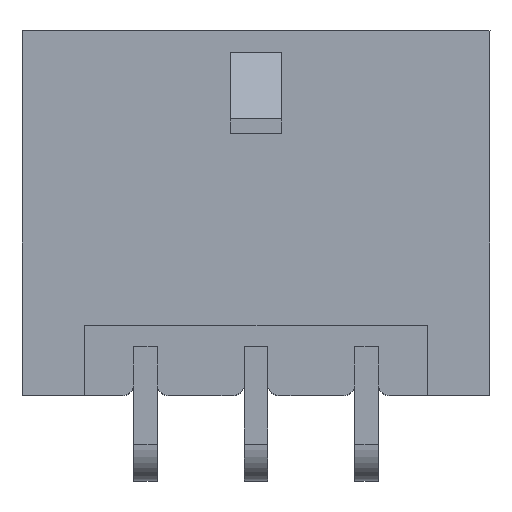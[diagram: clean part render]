
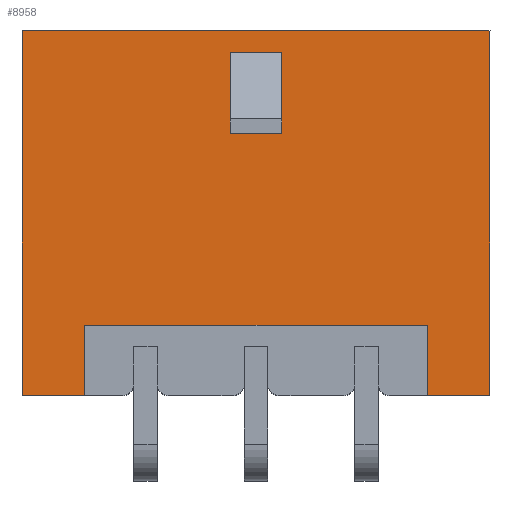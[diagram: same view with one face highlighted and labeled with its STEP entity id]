
A CAD part, top view. The second image highlights one B-rep face of the part: STEP entity #8958.
In plain terms, the highlighted face is planar.
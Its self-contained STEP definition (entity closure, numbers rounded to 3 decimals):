
#1260=ORIENTED_EDGE('',*,*,#2277,.T.);
#1261=ORIENTED_EDGE('',*,*,#2282,.T.);
#1262=ORIENTED_EDGE('',*,*,#2659,.F.);
#1263=ORIENTED_EDGE('',*,*,#2605,.T.);
#1264=ORIENTED_EDGE('',*,*,#2615,.T.);
#1265=ORIENTED_EDGE('',*,*,#2597,.F.);
#1266=ORIENTED_EDGE('',*,*,#2658,.F.);
#1267=ORIENTED_EDGE('',*,*,#2280,.T.);
#1268=ORIENTED_EDGE('',*,*,#2295,.F.);
#1269=ORIENTED_EDGE('',*,*,#2288,.F.);
#1270=ORIENTED_EDGE('',*,*,#2292,.T.);
#1271=ORIENTED_EDGE('',*,*,#2284,.T.);
#2277=EDGE_CURVE('',#3158,#3159,#3784,.T.);
#2280=EDGE_CURVE('',#3160,#3158,#3787,.T.);
#2282=EDGE_CURVE('',#3159,#3161,#3789,.T.);
#2284=EDGE_CURVE('',#3162,#3163,#3791,.T.);
#2288=EDGE_CURVE('',#3166,#3167,#3795,.T.);
#2292=EDGE_CURVE('',#3166,#3162,#3799,.T.);
#2295=EDGE_CURVE('',#3167,#3163,#3802,.T.);
#2597=EDGE_CURVE('',#3392,#3393,#4086,.T.);
#2605=EDGE_CURVE('',#3398,#3397,#4094,.T.);
#2615=EDGE_CURVE('',#3397,#3393,#4104,.T.);
#2658=EDGE_CURVE('',#3160,#3392,#4143,.T.);
#2659=EDGE_CURVE('',#3398,#3161,#4144,.T.);
#3158=VERTEX_POINT('',#11807);
#3159=VERTEX_POINT('',#11808);
#3160=VERTEX_POINT('',#11813);
#3161=VERTEX_POINT('',#11817);
#3162=VERTEX_POINT('',#11821);
#3163=VERTEX_POINT('',#11822);
#3166=VERTEX_POINT('',#11830);
#3167=VERTEX_POINT('',#11831);
#3392=VERTEX_POINT('',#12466);
#3393=VERTEX_POINT('',#12468);
#3397=VERTEX_POINT('',#12480);
#3398=VERTEX_POINT('',#12482);
#3784=LINE('',#11806,#4653);
#3787=LINE('',#11812,#4656);
#3789=LINE('',#11816,#4658);
#3791=LINE('',#11820,#4660);
#3795=LINE('',#11829,#4664);
#3799=LINE('',#11838,#4668);
#3802=LINE('',#11843,#4671);
#4086=LINE('',#12467,#4955);
#4094=LINE('',#12481,#4963);
#4104=LINE('',#12496,#4973);
#4143=LINE('',#12566,#5012);
#4144=LINE('',#12568,#5013);
#4653=VECTOR('',#9995,1000.);
#4656=VECTOR('',#10000,1000.);
#4658=VECTOR('',#10004,1000.);
#4660=VECTOR('',#10008,1000.);
#4664=VECTOR('',#10014,1000.);
#4668=VECTOR('',#10020,1000.);
#4671=VECTOR('',#10027,1000.);
#4955=VECTOR('',#10513,1000.);
#4963=VECTOR('',#10523,1000.);
#4973=VECTOR('',#10535,1000.);
#5012=VECTOR('',#10626,1000.);
#5013=VECTOR('',#10629,1000.);
#5487=EDGE_LOOP('',(#1260,#1261,#1262,#1263,#1264,#1265,#1266,#1267));
#5488=EDGE_LOOP('',(#1268,#1269,#1270,#1271));
#5852=FACE_BOUND('',#5487,.T.);
#5853=FACE_BOUND('',#5488,.T.);
#6181=PLANE('',#9361);
#8958=ADVANCED_FACE('',(#5852,#5853),#6181,.T.);
#9361=AXIS2_PLACEMENT_3D('',#12567,#10627,#10628);
#9995=DIRECTION('',(1.,0.,0.));
#10000=DIRECTION('',(0.,0.,1.));
#10004=DIRECTION('',(0.,0.,-1.));
#10008=DIRECTION('',(0.,0.,1.));
#10014=DIRECTION('',(0.,0.,1.));
#10020=DIRECTION('',(-1.,0.,0.));
#10027=DIRECTION('',(-1.,0.,0.));
#10513=DIRECTION('',(0.,0.,1.));
#10523=DIRECTION('',(0.,0.,1.));
#10535=DIRECTION('',(-1.,0.,0.));
#10626=DIRECTION('',(-1.,0.,0.));
#10627=DIRECTION('',(0.,-1.,0.));
#10628=DIRECTION('',(0.,0.,-1.));
#10629=DIRECTION('',(-1.,0.,0.));
#11806=CARTESIAN_POINT('',(-4.65,-3.43,-3.05));
#11807=CARTESIAN_POINT('',(-4.65,-3.43,-3.05));
#11808=CARTESIAN_POINT('',(4.65,-3.43,-3.05));
#11812=CARTESIAN_POINT('',(-4.65,-3.43,-4.95));
#11813=CARTESIAN_POINT('',(-4.65,-3.43,-4.95));
#11816=CARTESIAN_POINT('',(4.65,-3.43,-3.05));
#11817=CARTESIAN_POINT('',(4.65,-3.43,-4.95));
#11820=CARTESIAN_POINT('',(-0.7,-3.43,2.15));
#11821=CARTESIAN_POINT('',(-0.7,-3.43,2.15));
#11822=CARTESIAN_POINT('',(-0.7,-3.43,4.35));
#11829=CARTESIAN_POINT('',(0.7,-3.43,2.15));
#11830=CARTESIAN_POINT('',(0.7,-3.43,2.15));
#11831=CARTESIAN_POINT('',(0.7,-3.43,4.35));
#11838=CARTESIAN_POINT('',(0.7,-3.43,2.15));
#11843=CARTESIAN_POINT('',(0.7,-3.43,4.35));
#12466=CARTESIAN_POINT('',(-6.35,-3.43,-4.95));
#12467=CARTESIAN_POINT('',(-6.35,-3.43,-4.95));
#12468=CARTESIAN_POINT('',(-6.35,-3.43,4.95));
#12480=CARTESIAN_POINT('',(6.35,-3.43,4.95));
#12481=CARTESIAN_POINT('',(6.35,-3.43,-4.95));
#12482=CARTESIAN_POINT('',(6.35,-3.43,-4.95));
#12496=CARTESIAN_POINT('',(6.35,-3.43,4.95));
#12566=CARTESIAN_POINT('',(6.35,-3.43,-4.95));
#12567=CARTESIAN_POINT('',(6.35,-3.43,-4.95));
#12568=CARTESIAN_POINT('',(6.35,-3.43,-4.95));
